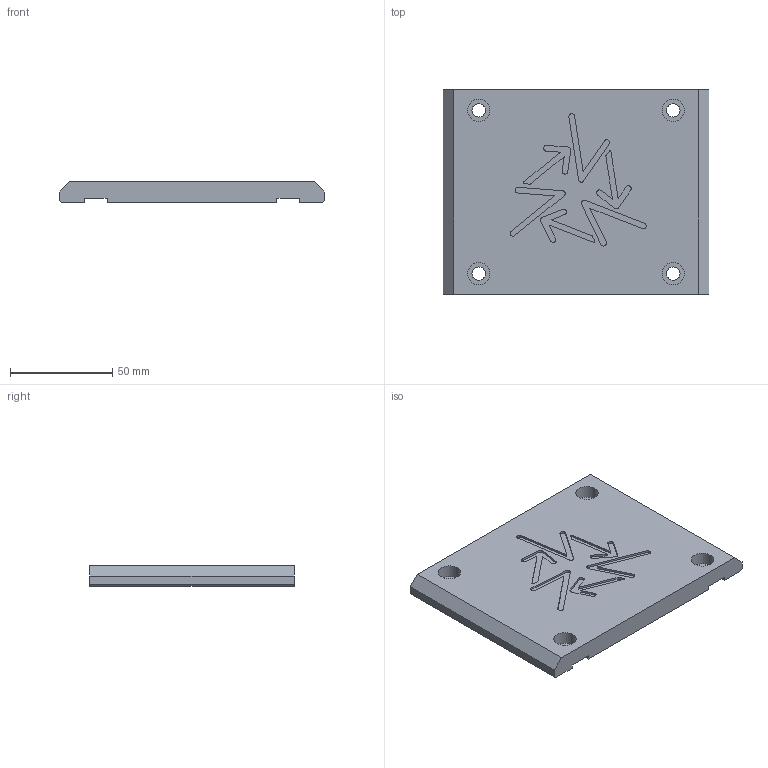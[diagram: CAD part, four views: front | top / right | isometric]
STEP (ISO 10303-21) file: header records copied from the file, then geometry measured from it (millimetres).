
FILE_DESCRIPTION (( 'STEP AP203' ), '1' );
FILE_NAME ('GROG0102-A-ALU-PLAQUE AVANT BLOC BROYEUR.STEP', '2024-06-18T10:25:02', ( '' ), ( '' ), 'SwSTEP 2.0', 'SolidWorks 2021', '' );
FILE_SCHEMA (( 'CONFIG_CONTROL_DESIGN' ));
Length unit declared in the file: millimetre
Products named in the file (1): GROG0102-A-ALU-PLAQUE AVANT BLOC BROYEUR
Bounding box: 130 x 100 x 10 mm (x, y, z)
Volume: 119460.7 mm3; surface area: 31917.3 mm2
Topology: 1 solids, 1 shells, 112 faces, 300 edges, 200 vertices
Faces by surface type: plane 64, cylinder 48
Entity records: 3613 total; most frequent: DIRECTION 622, CARTESIAN_POINT 613, ORIENTED_EDGE 600, EDGE_CURVE 300, AXIS2_PLACEMENT_3D 209, VECTOR 204, LINE 204, VERTEX_POINT 200
